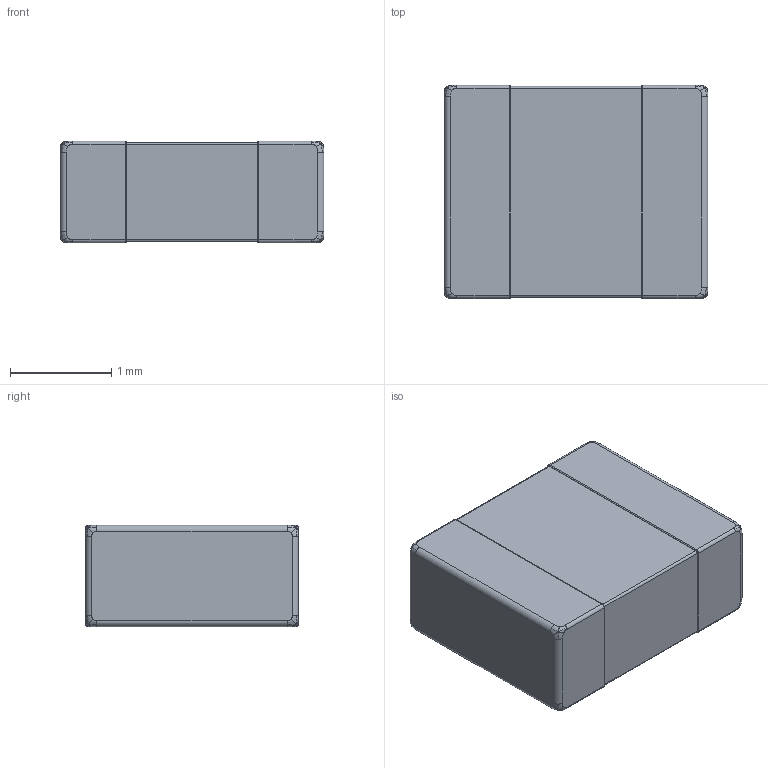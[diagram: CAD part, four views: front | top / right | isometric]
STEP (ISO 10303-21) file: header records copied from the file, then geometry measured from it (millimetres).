
FILE_DESCRIPTION(/* description */ (''),/* implementation_level */ '2;1');
FILE_NAME(/* name */ 'INDUC 1008.step',/* time_stamp */ '2019-12-01T15:18:24+00:00',/* author */ (''),/* organization */ (''),/* preprocessor_version */ 'ST-DEVELOPER v18',/* originating_system */ 'Autodesk Translation Framework v8.12.0.6',/* authorisation */ '');
FILE_SCHEMA (('AUTOMOTIVE_DESIGN { 1 0 10303 214 3 1 1 }'));
Length unit declared in the file: millimetre
Products named in the file (1): INDUC 1008
Bounding box: 2.6 x 2.1 x 1 mm (x, y, z)
Volume: 5.4 mm3; surface area: 19.9 mm2
Topology: 1 solids, 1 shells, 100 faces, 248 edges, 152 vertices
Faces by surface type: bspline 48, cylinder 28, plane 16, torus 8
Entity records: 5251 total; most frequent: CARTESIAN_POINT 3045, ORIENTED_EDGE 496, DIRECTION 378, EDGE_CURVE 248, AXIS2_PLACEMENT_3D 157, VERTEX_POINT 152, CIRCLE 104, EDGE_LOOP 102
